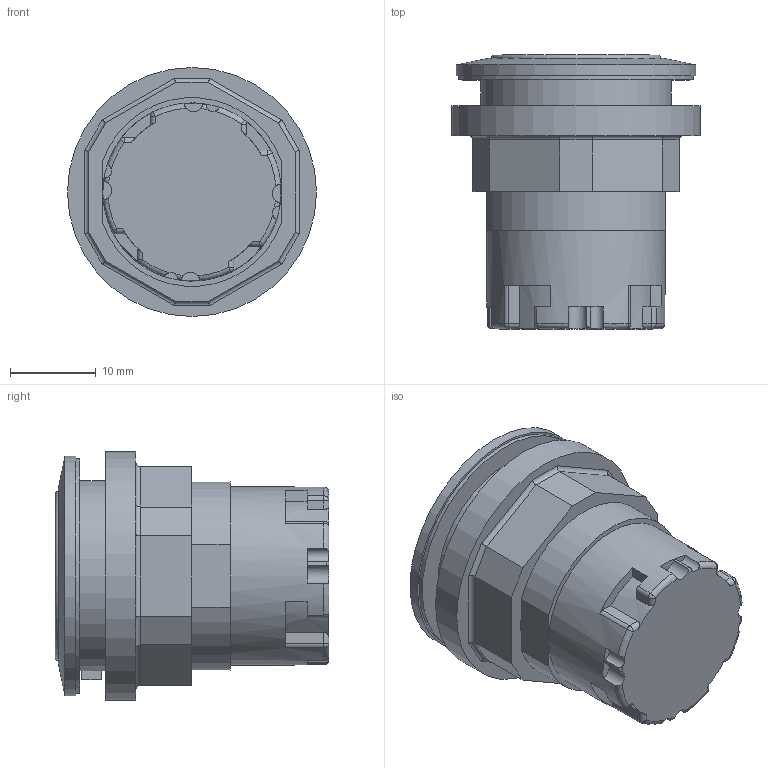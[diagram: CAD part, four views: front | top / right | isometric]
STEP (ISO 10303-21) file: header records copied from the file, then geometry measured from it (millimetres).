
FILE_DESCRIPTION(/* description */ (''),/* implementation_level */ '2;1');
FILE_NAME(/* name */ 'JRMT.stp',/* time_stamp */ '2019-10-23T14:46:40+02:00',/* author */ ('thagel'),/* organization */ (''),/* preprocessor_version */ 'ST-DEVELOPER v17.2',/* originating_system */ 'Autodesk Inventor 2019',/* authorisation */ '');
FILE_SCHEMA (('AUTOMOTIVE_DESIGN { 1 0 10303 214 3 1 1 }'));
Length unit declared in the file: millimetre
Products named in the file (1): JRT A03.1311.4
Bounding box: 29 x 31.9 x 29 mm (x, y, z)
Volume: 12522.4 mm3; surface area: 8193.6 mm2
Topology: 1 solids, 1 shells, 311 faces, 928 edges, 613 vertices
Faces by surface type: plane 141, cylinder 119, torus 30, cone 13, sphere 8
Full cylindrical faces by diameter (mm): 17.867 x5, 18 x1, 18.1 x1, 18.3 x1, 18.6 x2, 19.7 x1, 20.05 x1, 20.75 x1, 22.2 x1, 22.5 x1, 25.3 x1, 27.4 x1, 27.9 x1, 29 x1
Entity records: 11490 total; most frequent: CARTESIAN_POINT 2976, ORIENTED_EDGE 1848, DIRECTION 1780, EDGE_CURVE 924, AXIS2_PLACEMENT_3D 678, VERTEX_POINT 613, LINE 424, VECTOR 424
